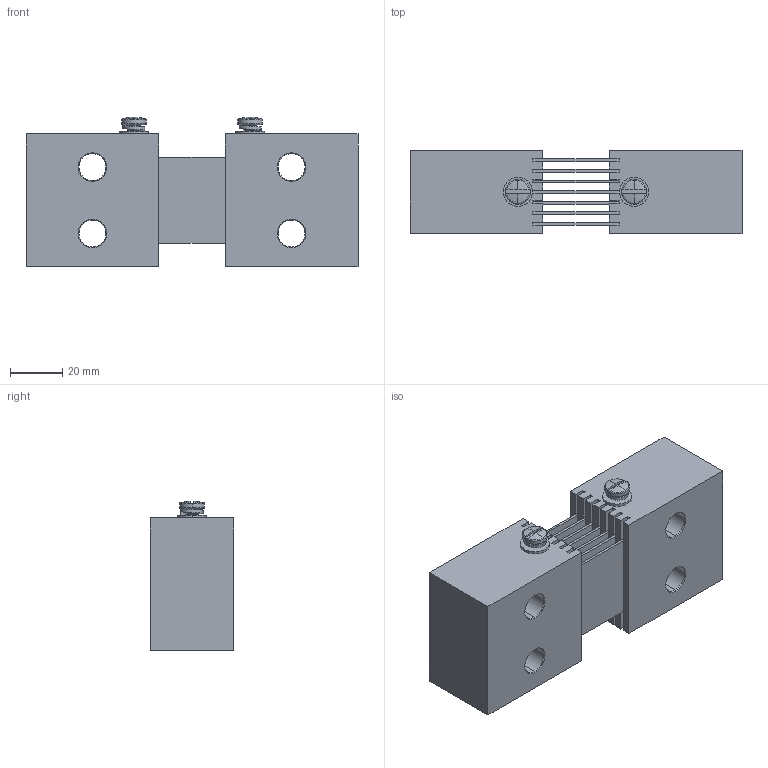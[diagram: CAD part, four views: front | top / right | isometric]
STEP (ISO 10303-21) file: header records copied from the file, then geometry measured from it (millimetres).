
FILE_DESCRIPTION (( 'STEP AP203' ), '1' );
FILE_NAME ('RSK_SWE-1200-50.STEP', '2024-04-03T17:45:38', ( '' ), ( '' ), 'SwSTEP 2.0', 'SolidWorks 2023', '' );
FILE_SCHEMA (( 'CONFIG_CONTROL_DESIGN' ));
Length unit declared in the file: millimetre
Products named in the file (5): H4150 10-32x3_8 SL PN, BR_92446A827; H3160 #10 FLAT WASHER, BR_92916A345; SWE-1200-50-A; RSK_SWE-1200-50; H3170 #10 SPLIT L_W, SBR_Sprung
Assembly tree (7 placements, depth 2):
  RSK_SWE-1200-50
    SWE-1200-50-A
    H3160 #10 FLAT WASHER, BR_92916A345  x2
    H3170 #10 SPLIT L_W, SBR_Sprung  x2
    H4150 10-32x3_8 SL PN, BR_92446A827  x2
Bounding box: 127 x 31.75 x 57.18 mm (x, y, z)
Volume: 158344.7 mm3; surface area: 50029.8 mm2
Topology: 15 solids, 15 shells, 334 faces, 874 edges, 570 vertices
Faces by surface type: cylinder 146, plane 128, cone 30, bspline 14, torus 8, sphere 8
Entity records: 9088 total; most frequent: CARTESIAN_POINT 3017, ORIENTED_EDGE 1226, DIRECTION 1040, EDGE_CURVE 613, VERTEX_POINT 400, VECTOR 382, LINE 382, AXIS2_PLACEMENT_3D 329
